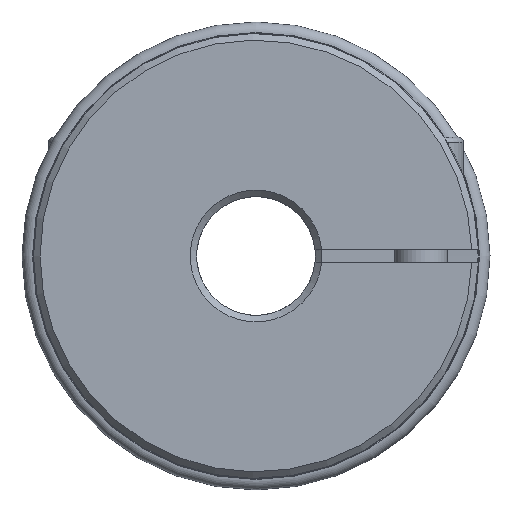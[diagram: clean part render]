
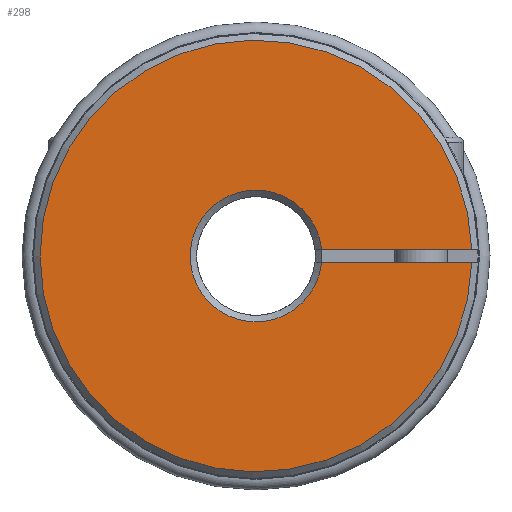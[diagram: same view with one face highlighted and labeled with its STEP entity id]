
A CAD part, left-side view. The second image highlights one B-rep face of the part: STEP entity #298.
In plain terms, the highlighted planar face has unit normal (-1, 0, 0).
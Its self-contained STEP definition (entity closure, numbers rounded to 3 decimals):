
#298 = ADVANCED_FACE( '', ( #673 ), #674, .T. );
#673 = FACE_OUTER_BOUND( '', #1090, .T. );
#674 = PLANE( '', #1091 );
#1090 = EDGE_LOOP( '', ( #1813, #1814, #1815, #1816 ) );
#1091 = AXIS2_PLACEMENT_3D( '', #1817, #1818, #1819 );
#1813 = ORIENTED_EDGE( '', *, *, #2280, .F. );
#1814 = ORIENTED_EDGE( '', *, *, #2335, .T. );
#1815 = ORIENTED_EDGE( '', *, *, #2336, .F. );
#1816 = ORIENTED_EDGE( '', *, *, #2070, .F. );
#1817 = CARTESIAN_POINT( '', ( -18.07, 0., 32.75 ) );
#1818 = DIRECTION( '', ( -1., 0., 0. ) );
#1819 = DIRECTION( '', ( 0., 1., 0. ) );
#2070 = EDGE_CURVE( '', #2385, #2388, #2389, .T. );
#2280 = EDGE_CURVE( '', #2717, #2385, #2719, .T. );
#2335 = EDGE_CURVE( '', #2717, #2790, #2791, .T. );
#2336 = EDGE_CURVE( '', #2388, #2790, #2792, .T. );
#2385 = VERTEX_POINT( '', #2847 );
#2388 = VERTEX_POINT( '', #2851 );
#2389 = CIRCLE( '', #2852, 32.75 );
#2717 = VERTEX_POINT( '', #3558 );
#2719 = LINE( '', #3560, #3561 );
#2790 = VERTEX_POINT( '', #3660 );
#2791 = CIRCLE( '', #3661, 10. );
#2792 = LINE( '', #3662, #3663 );
#2847 = CARTESIAN_POINT( '', ( -18.07, -32.735, -1. ) );
#2851 = CARTESIAN_POINT( '', ( -18.07, -32.735, 1. ) );
#2852 = AXIS2_PLACEMENT_3D( '', #3727, #3728, #3729 );
#3558 = CARTESIAN_POINT( '', ( -18.07, -9.95, -1. ) );
#3560 = CARTESIAN_POINT( '', ( -18.07, 0., -1. ) );
#3561 = VECTOR( '', #4038, 1000. );
#3660 = CARTESIAN_POINT( '', ( -18.07, -9.95, 1. ) );
#3661 = AXIS2_PLACEMENT_3D( '', #4093, #4094, #4095 );
#3662 = CARTESIAN_POINT( '', ( -18.07, 0., 1. ) );
#3663 = VECTOR( '', #4096, 1000. );
#3727 = CARTESIAN_POINT( '', ( -18.07, 0., 0. ) );
#3728 = DIRECTION( '', ( 1., 0., 0. ) );
#3729 = DIRECTION( '', ( 0., 0., 1. ) );
#4038 = DIRECTION( '', ( 0., -1., 0. ) );
#4093 = CARTESIAN_POINT( '', ( -18.07, 0., 0. ) );
#4094 = DIRECTION( '', ( 1., 0., 0. ) );
#4095 = DIRECTION( '', ( 0., -1., 0. ) );
#4096 = DIRECTION( '', ( 0., 1., 0. ) );
